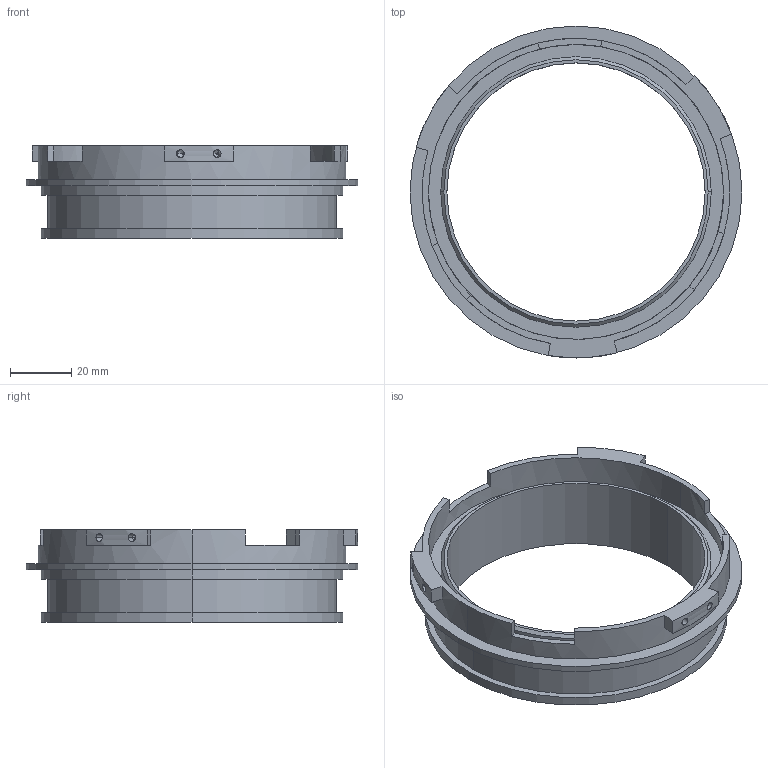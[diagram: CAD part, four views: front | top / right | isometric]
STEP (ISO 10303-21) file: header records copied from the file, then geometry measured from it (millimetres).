
FILE_DESCRIPTION (( 'STEP AP203' ), '1' );
FILE_NAME ('skafander kruzok 3B.STEP', '2016-02-25T10:41:17', ( '' ), ( '' ), 'SwSTEP 2.0', 'SolidWorks 2013', '' );
FILE_SCHEMA (( 'CONFIG_CONTROL_DESIGN' ));
Length unit declared in the file: millimetre
Products named in the file (1): skafander kruzok 3B
Bounding box: 108 x 108 x 30 mm (x, y, z)
Volume: 45683.6 mm3; surface area: 28271.8 mm2
Topology: 1 solids, 1 shells, 73 faces, 184 edges, 112 vertices
Faces by surface type: cylinder 31, plane 28, cone 14
Entity records: 2397 total; most frequent: CARTESIAN_POINT 586, DIRECTION 378, ORIENTED_EDGE 344, EDGE_CURVE 172, AXIS2_PLACEMENT_3D 144, VERTEX_POINT 112, LINE 90, VECTOR 90
